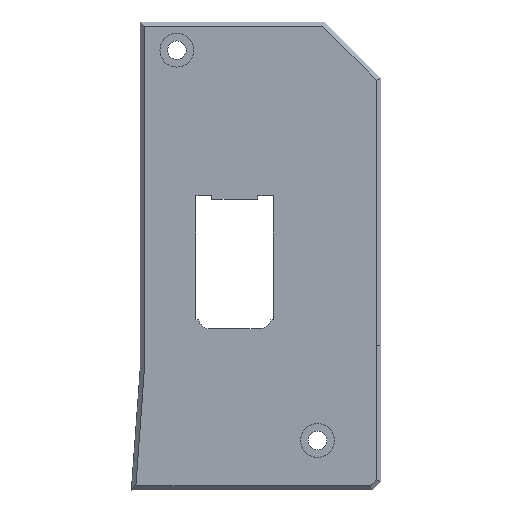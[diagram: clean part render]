
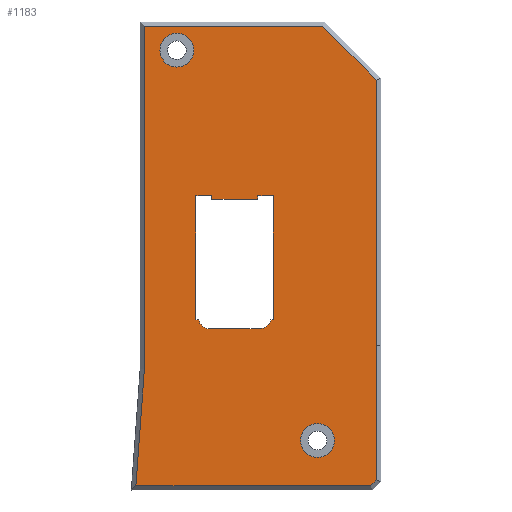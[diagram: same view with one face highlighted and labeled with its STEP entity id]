
A CAD part, top view. The second image highlights one B-rep face of the part: STEP entity #1183.
In plain terms, the highlighted planar face has unit normal (0, 0, 1).
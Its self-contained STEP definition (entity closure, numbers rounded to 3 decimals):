
#10=DIRECTION('',(0.,1.,0.));
#11=VECTOR('',#10,23.866);
#12=CARTESIAN_POINT('',(52.333,457.307,142.783));
#13=LINE('',#12,#11);
#14=DIRECTION('',(0.707,0.707,0.));
#15=VECTOR('',#14,1.5);
#16=CARTESIAN_POINT('',(51.273,456.246,142.783));
#17=LINE('',#16,#15);
#18=DIRECTION('',(1.,0.,0.));
#19=VECTOR('',#18,41.59);
#20=CARTESIAN_POINT('',(9.683,456.246,142.783));
#21=LINE('',#20,#19);
#22=DIRECTION('',(-0.072,-0.997,0.));
#23=VECTOR('',#22,20.795);
#24=CARTESIAN_POINT('',(11.19,476.986,142.783));
#25=LINE('',#24,#23);
#26=DIRECTION('',(0.,-1.,0.));
#27=VECTOR('',#26,60.76);
#28=CARTESIAN_POINT('',(11.19,537.746,142.783));
#29=LINE('',#28,#27);
#30=DIRECTION('',(-1.,0.,0.));
#31=VECTOR('',#30,31.583);
#32=CARTESIAN_POINT('',(42.773,537.746,142.783));
#33=LINE('',#32,#31);
#34=DIRECTION('',(-0.707,0.707,0.));
#35=VECTOR('',#34,13.521);
#36=CARTESIAN_POINT('',(52.333,528.185,142.783));
#37=LINE('',#36,#35);
#38=DIRECTION('',(0.,1.,0.));
#39=VECTOR('',#38,47.013);
#40=CARTESIAN_POINT('',(52.333,481.173,142.783));
#41=LINE('',#40,#39);
#42=CARTESIAN_POINT('',(16.944,533.494,142.783));
#43=DIRECTION('',(0.,0.,-1.));
#44=DIRECTION('',(1.,0.,0.));
#45=AXIS2_PLACEMENT_3D('',#42,#43,#44);
#47=CARTESIAN_POINT('',(16.944,533.494,142.783));
#48=DIRECTION('',(0.,0.,-1.));
#49=DIRECTION('',(-1.,0.,0.));
#50=AXIS2_PLACEMENT_3D('',#47,#48,#49);
#52=CARTESIAN_POINT('',(41.881,464.276,142.783));
#53=DIRECTION('',(0.,0.,-1.));
#54=DIRECTION('',(1.,0.,0.));
#55=AXIS2_PLACEMENT_3D('',#52,#53,#54);
#57=CARTESIAN_POINT('',(41.881,464.276,142.783));
#58=DIRECTION('',(0.,0.,-1.));
#59=DIRECTION('',(-1.,0.,0.));
#60=AXIS2_PLACEMENT_3D('',#57,#58,#59);
#62=CARTESIAN_POINT('',(31.543,486.222,142.783));
#63=DIRECTION('',(0.,0.,-1.));
#64=DIRECTION('',(0.972,-0.235,0.));
#65=AXIS2_PLACEMENT_3D('',#62,#63,#64);
#67=CARTESIAN_POINT('',(31.262,507.034,142.783));
#68=CARTESIAN_POINT('',(31.265,507.07,142.783));
#69=CARTESIAN_POINT('',(31.271,507.129,142.783));
#70=CARTESIAN_POINT('',(31.287,507.321,142.783));
#71=CARTESIAN_POINT('',(31.3,507.502,142.783));
#72=CARTESIAN_POINT('',(31.31,507.677,142.783));
#74=CARTESIAN_POINT('',(23.09,507.677,142.783));
#75=CARTESIAN_POINT('',(23.1,507.502,142.783));
#76=CARTESIAN_POINT('',(23.117,507.269,142.783));
#77=CARTESIAN_POINT('',(23.133,507.09,142.783));
#78=CARTESIAN_POINT('',(23.138,507.034,142.783));
#80=CARTESIAN_POINT('',(22.857,486.222,142.783));
#81=DIRECTION('',(0.,0.,-1.));
#82=DIRECTION('',(0.,-1.,0.));
#83=AXIS2_PLACEMENT_3D('',#80,#81,#82);
#568=DIRECTION('',(0.,1.,0.));
#569=VECTOR('',#568,21.96);
#570=CARTESIAN_POINT('',(34.075,485.717,142.783));
#571=LINE('',#570,#569);
#608=DIRECTION('',(-1.,0.,0.));
#609=VECTOR('',#608,2.765);
#610=CARTESIAN_POINT('',(34.075,507.677,142.783));
#611=LINE('',#610,#609);
#632=DIRECTION('',(-1.,0.,0.));
#633=VECTOR('',#632,8.124);
#634=CARTESIAN_POINT('',(31.262,507.034,142.783));
#635=LINE('',#634,#633);
#648=DIRECTION('',(-1.,0.,0.));
#649=VECTOR('',#648,2.765);
#650=CARTESIAN_POINT('',(23.09,507.677,142.783));
#651=LINE('',#650,#649);
#684=DIRECTION('',(0.,-1.,0.));
#685=VECTOR('',#684,21.96);
#686=CARTESIAN_POINT('',(20.325,507.677,142.783));
#687=LINE('',#686,#685);
#696=DIRECTION('',(1.,0.,0.));
#697=VECTOR('',#696,0.441);
#698=CARTESIAN_POINT('',(20.325,485.717,142.783));
#699=LINE('',#698,#697);
#716=DIRECTION('',(1.,0.,0.));
#717=VECTOR('',#716,8.687);
#718=CARTESIAN_POINT('',(22.857,484.071,142.783));
#719=LINE('',#718,#717);
#732=DIRECTION('',(1.,0.,0.));
#733=VECTOR('',#732,0.441);
#734=CARTESIAN_POINT('',(33.634,485.717,142.783));
#735=LINE('',#734,#733);
#836=CARTESIAN_POINT('',(11.19,476.986,142.783));
#837=CARTESIAN_POINT('',(9.683,456.246,142.783));
#838=VERTEX_POINT('',#836);
#839=VERTEX_POINT('',#837);
#844=CARTESIAN_POINT('',(11.19,537.746,142.783));
#845=VERTEX_POINT('',#844);
#848=CARTESIAN_POINT('',(42.773,537.746,142.783));
#849=VERTEX_POINT('',#848);
#852=CARTESIAN_POINT('',(52.333,528.185,142.783));
#853=VERTEX_POINT('',#852);
#860=CARTESIAN_POINT('',(52.333,481.173,142.783));
#861=VERTEX_POINT('',#860);
#862=CARTESIAN_POINT('',(52.333,457.307,142.783));
#863=VERTEX_POINT('',#862);
#866=CARTESIAN_POINT('',(51.273,456.246,142.783));
#867=VERTEX_POINT('',#866);
#884=CARTESIAN_POINT('',(22.857,484.071,142.783));
#885=CARTESIAN_POINT('',(31.543,484.071,142.783));
#886=VERTEX_POINT('',#884);
#887=VERTEX_POINT('',#885);
#888=CARTESIAN_POINT('',(20.766,485.717,142.783));
#889=VERTEX_POINT('',#888);
#890=CARTESIAN_POINT('',(20.325,485.717,142.783));
#891=VERTEX_POINT('',#890);
#892=CARTESIAN_POINT('',(20.325,507.677,142.783));
#893=VERTEX_POINT('',#892);
#894=CARTESIAN_POINT('',(23.09,507.677,142.783));
#895=VERTEX_POINT('',#894);
#896=VERTEX_POINT('',#78);
#897=CARTESIAN_POINT('',(31.262,507.034,142.783));
#898=VERTEX_POINT('',#897);
#899=VERTEX_POINT('',#72);
#900=CARTESIAN_POINT('',(34.075,507.677,142.783));
#901=VERTEX_POINT('',#900);
#902=CARTESIAN_POINT('',(34.075,485.717,142.783));
#903=VERTEX_POINT('',#902);
#904=CARTESIAN_POINT('',(33.634,485.717,142.783));
#905=VERTEX_POINT('',#904);
#1062=CARTESIAN_POINT('',(13.944,533.494,142.783));
#1064=VERTEX_POINT('',#1062);
#1066=CARTESIAN_POINT('',(19.944,533.494,142.783));
#1067=VERTEX_POINT('',#1066);
#1070=CARTESIAN_POINT('',(38.881,464.276,142.783));
#1072=VERTEX_POINT('',#1070);
#1074=CARTESIAN_POINT('',(44.881,464.276,142.783));
#1075=VERTEX_POINT('',#1074);
#1124=CARTESIAN_POINT('',(30.98,496.996,142.783));
#1125=DIRECTION('',(0.,0.,1.));
#1126=DIRECTION('',(-1.,0.,0.));
#1127=AXIS2_PLACEMENT_3D('',#1124,#1125,#1126);
#1128=PLANE('',#1127);
#1130=ORIENTED_EDGE('',*,*,#1129,.F.);
#1132=ORIENTED_EDGE('',*,*,#1131,.F.);
#1134=ORIENTED_EDGE('',*,*,#1133,.F.);
#1136=ORIENTED_EDGE('',*,*,#1135,.F.);
#1138=ORIENTED_EDGE('',*,*,#1137,.F.);
#1140=ORIENTED_EDGE('',*,*,#1139,.F.);
#1142=ORIENTED_EDGE('',*,*,#1141,.F.);
#1144=ORIENTED_EDGE('',*,*,#1143,.F.);
#1145=EDGE_LOOP('',(#1130,#1132,#1134,#1136,#1138,#1140,#1142,#1144));
#1146=FACE_OUTER_BOUND('',#1145,.F.);
#1147=ORIENTED_EDGE('',*,*,#1105,.F.);
#1148=ORIENTED_EDGE('',*,*,#1116,.F.);
#1149=EDGE_LOOP('',(#1147,#1148));
#1150=FACE_BOUND('',#1149,.F.);
#1152=ORIENTED_EDGE('',*,*,#1151,.F.);
#1154=ORIENTED_EDGE('',*,*,#1153,.F.);
#1155=EDGE_LOOP('',(#1152,#1154));
#1156=FACE_BOUND('',#1155,.F.);
#1158=ORIENTED_EDGE('',*,*,#1157,.T.);
#1160=ORIENTED_EDGE('',*,*,#1159,.F.);
#1162=ORIENTED_EDGE('',*,*,#1161,.T.);
#1164=ORIENTED_EDGE('',*,*,#1163,.T.);
#1166=ORIENTED_EDGE('',*,*,#1165,.T.);
#1168=ORIENTED_EDGE('',*,*,#1167,.F.);
#1170=ORIENTED_EDGE('',*,*,#1169,.T.);
#1172=ORIENTED_EDGE('',*,*,#1171,.F.);
#1174=ORIENTED_EDGE('',*,*,#1173,.T.);
#1176=ORIENTED_EDGE('',*,*,#1175,.T.);
#1178=ORIENTED_EDGE('',*,*,#1177,.T.);
#1180=ORIENTED_EDGE('',*,*,#1179,.F.);
#1181=EDGE_LOOP('',(#1158,#1160,#1162,#1164,#1166,#1168,#1170,#1172,#1174,#1176,
#1178,#1180));
#1182=FACE_BOUND('',#1181,.F.);
#1183=ADVANCED_FACE('',(#1146,#1150,#1156,#1182),#1128,.T.);
#46=CIRCLE('',#45,3.);
#51=CIRCLE('',#50,3.);
#56=CIRCLE('',#55,3.);
#61=CIRCLE('',#60,3.);
#66=CIRCLE('',#65,2.151);
#73=B_SPLINE_CURVE_WITH_KNOTS('',3,(#67,#68,#69,#70,#71,#72),.UNSPECIFIED.,.F.,
.F.,(4,1,1,4),(0.,0.219,0.34,1.),.UNSPECIFIED.);
#79=B_SPLINE_CURVE_WITH_KNOTS('',3,(#74,#75,#76,#77,#78),.UNSPECIFIED.,.F.,.F.,(
4,1,4),(0.,0.66,1.),.UNSPECIFIED.);
#84=CIRCLE('',#83,2.151);
#1105=EDGE_CURVE('',#1067,#1064,#46,.T.);
#1116=EDGE_CURVE('',#1064,#1067,#51,.T.);
#1129=EDGE_CURVE('',#863,#861,#13,.T.);
#1131=EDGE_CURVE('',#867,#863,#17,.T.);
#1133=EDGE_CURVE('',#839,#867,#21,.T.);
#1135=EDGE_CURVE('',#838,#839,#25,.T.);
#1137=EDGE_CURVE('',#845,#838,#29,.T.);
#1139=EDGE_CURVE('',#849,#845,#33,.T.);
#1141=EDGE_CURVE('',#853,#849,#37,.T.);
#1143=EDGE_CURVE('',#861,#853,#41,.T.);
#1151=EDGE_CURVE('',#1075,#1072,#56,.T.);
#1153=EDGE_CURVE('',#1072,#1075,#61,.T.);
#1157=EDGE_CURVE('',#886,#887,#719,.T.);
#1159=EDGE_CURVE('',#905,#887,#66,.T.);
#1161=EDGE_CURVE('',#905,#903,#735,.T.);
#1163=EDGE_CURVE('',#903,#901,#571,.T.);
#1165=EDGE_CURVE('',#901,#899,#611,.T.);
#1167=EDGE_CURVE('',#898,#899,#73,.T.);
#1169=EDGE_CURVE('',#898,#896,#635,.T.);
#1171=EDGE_CURVE('',#895,#896,#79,.T.);
#1173=EDGE_CURVE('',#895,#893,#651,.T.);
#1175=EDGE_CURVE('',#893,#891,#687,.T.);
#1177=EDGE_CURVE('',#891,#889,#699,.T.);
#1179=EDGE_CURVE('',#886,#889,#84,.T.);
